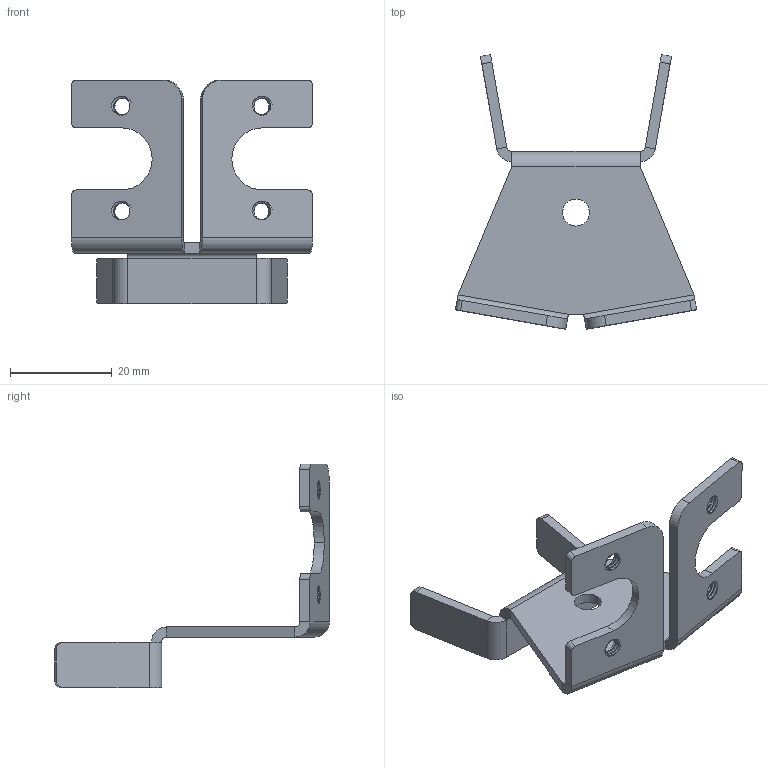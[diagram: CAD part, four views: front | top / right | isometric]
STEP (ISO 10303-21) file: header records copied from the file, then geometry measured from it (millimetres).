
FILE_DESCRIPTION (( 'STEP AP203' ), '1' );
FILE_NAME ('DSE Hotend Mount.STEP', '2018-10-06T23:14:33', ( '' ), ( '' ), 'SwSTEP 2.0', 'SolidWorks 2018', '' );
FILE_SCHEMA (( 'CONFIG_CONTROL_DESIGN' ));
Length unit declared in the file: millimetre
Products named in the file (1): DSE Hotend Mount
Bounding box: 47.37 x 53.98 x 44 mm (x, y, z)
Volume: 5502.2 mm3; surface area: 6521.2 mm2
Topology: 1 solids, 1 shells, 115 faces, 299 edges, 186 vertices
Faces by surface type: cylinder 59, plane 44, bspline 12
Entity records: 7532 total; most frequent: CARTESIAN_POINT 4833, ORIENTED_EDGE 598, DIRECTION 489, EDGE_CURVE 299, VERTEX_POINT 186, AXIS2_PLACEMENT_3D 174, VECTOR 141, LINE 141
